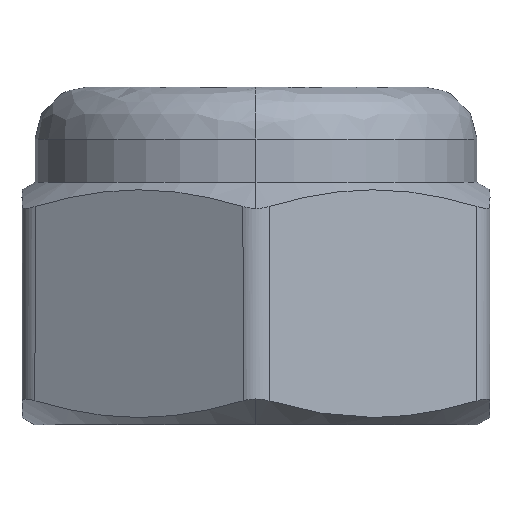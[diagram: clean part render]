
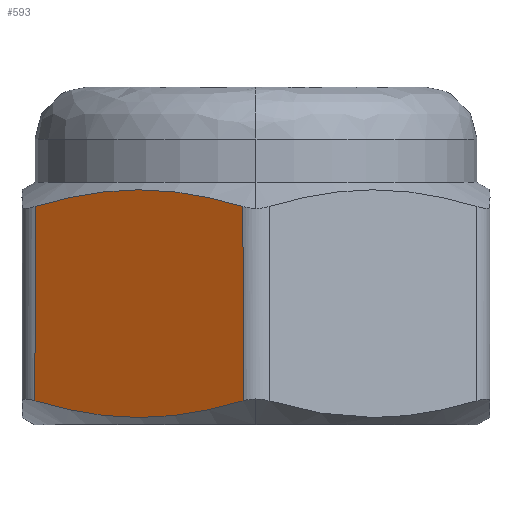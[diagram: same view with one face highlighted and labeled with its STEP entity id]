
A CAD part, left-side view. The second image highlights one B-rep face of the part: STEP entity #593.
In plain terms, the highlighted planar face has unit normal (-0.866, 0.5, 0).
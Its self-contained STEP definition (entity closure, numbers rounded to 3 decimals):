
#25 = VECTOR ( 'NONE', #620, 1000. ) ;
#28 = VERTEX_POINT ( 'NONE', #697 ) ;
#33 = AXIS2_PLACEMENT_3D ( 'NONE', #572, #227, #707 ) ;
#39 = CARTESIAN_POINT ( 'NONE',  ( -2.917, 0.347, 1.181 ) ) ;
#57 = CARTESIAN_POINT ( 'NONE',  ( -1.874, 2.154, -1.229 ) ) ;
#100 = VERTEX_POINT ( 'NONE', #622 ) ;
#112 = ORIENTED_EDGE ( 'NONE', *, *, #676, .F. ) ;
#132 = CARTESIAN_POINT ( 'NONE',  ( -1.645, 2.55, -1.121 ) ) ;
#154 = LINE ( 'NONE', #435, #324 ) ;
#227 = DIRECTION ( 'NONE',  ( 0.866, -0.5, 0. ) ) ;
#231 = VERTEX_POINT ( 'NONE', #579 ) ;
#272 = EDGE_CURVE ( 'NONE', #100, #231, #488, .T. ) ;
#279 = CARTESIAN_POINT ( 'NONE',  ( -2.804, 0.543, -1.24 ) ) ;
#286 = CARTESIAN_POINT ( 'NONE',  ( -3.031, 0.15, 1.121 ) ) ;
#317 = ORIENTED_EDGE ( 'NONE', *, *, #272, .F. ) ;
#324 = VECTOR ( 'NONE', #909, 1000. ) ;
#332 = CARTESIAN_POINT ( 'NONE',  ( -1.645, 2.55, 1.121 ) ) ;
#352 = VERTEX_POINT ( 'NONE', #286 ) ;
#367 = ORIENTED_EDGE ( 'NONE', *, *, #497, .F. ) ;
#406 = CARTESIAN_POINT ( 'NONE',  ( -2.453, 1.151, 1.314 ) ) ;
#425 = CARTESIAN_POINT ( 'NONE',  ( -2.574, 0.941, -1.313 ) ) ;
#435 = CARTESIAN_POINT ( 'NONE',  ( -3.031, 0.15, 1.4 ) ) ;
#473 = CARTESIAN_POINT ( 'NONE',  ( -2.803, 0.546, 1.229 ) ) ;
#488 = B_SPLINE_CURVE_WITH_KNOTS ( 'NONE', 3,
 ( #761, #279, #425, #899, #495, #57, #558, #132 ),
 .UNSPECIFIED., .F., .F.,
 ( 4, 2, 2, 4 ),
 ( 0., 0.001, 0.002, 0.003 ),
 .UNSPECIFIED. ) ;
#495 = CARTESIAN_POINT ( 'NONE',  ( -2.106, 1.753, -1.296 ) ) ;
#497 = EDGE_CURVE ( 'NONE', #231, #28, #589, .T. ) ;
#510 = PLANE ( 'NONE',  #33 ) ;
#539 = CARTESIAN_POINT ( 'NONE',  ( -3.031, 0.15, 1.121 ) ) ;
#558 = CARTESIAN_POINT ( 'NONE',  ( -1.759, 2.353, -1.181 ) ) ;
#572 = CARTESIAN_POINT ( 'NONE',  ( -1.559, 2.7, 1.4 ) ) ;
#579 = CARTESIAN_POINT ( 'NONE',  ( -1.645, 2.55, -1.121 ) ) ;
#589 = LINE ( 'NONE', #693, #25 ) ;
#593 = ADVANCED_FACE ( 'NONE', ( #895 ), #510, .F. ) ;
#620 = DIRECTION ( 'NONE',  ( 0., 0., 1. ) ) ;
#622 = CARTESIAN_POINT ( 'NONE',  ( -3.031, 0.15, -1.121 ) ) ;
#676 = EDGE_CURVE ( 'NONE', #28, #352, #762, .T. ) ;
#693 = CARTESIAN_POINT ( 'NONE',  ( -1.645, 2.55, 1.4 ) ) ;
#697 = CARTESIAN_POINT ( 'NONE',  ( -1.645, 2.55, 1.121 ) ) ;
#707 = DIRECTION ( 'NONE',  ( 0.5, 0.866, 0. ) ) ;
#713 = ORIENTED_EDGE ( 'NONE', *, *, #766, .F. ) ;
#739 = CARTESIAN_POINT ( 'NONE',  ( -1.872, 2.157, 1.24 ) ) ;
#761 = CARTESIAN_POINT ( 'NONE',  ( -3.031, 0.15, -1.121 ) ) ;
#762 = B_SPLINE_CURVE_WITH_KNOTS ( 'NONE', 3,
 ( #332, #739, #808, #406, #883, #473, #39, #539 ),
 .UNSPECIFIED., .F., .F.,
 ( 4, 2, 2, 4 ),
 ( 0., 0.001, 0.002, 0.003 ),
 .UNSPECIFIED. ) ;
#766 = EDGE_CURVE ( 'NONE', #352, #100, #154, .T. ) ;
#808 = CARTESIAN_POINT ( 'NONE',  ( -2.102, 1.759, 1.313 ) ) ;
#849 = EDGE_LOOP ( 'NONE', ( #317, #713, #112, #367 ) ) ;
#883 = CARTESIAN_POINT ( 'NONE',  ( -2.571, 0.947, 1.296 ) ) ;
#895 = FACE_OUTER_BOUND ( 'NONE', #849, .T. ) ;
#899 = CARTESIAN_POINT ( 'NONE',  ( -2.224, 1.549, -1.314 ) ) ;
#909 = DIRECTION ( 'NONE',  ( 0., 0., -1. ) ) ;
